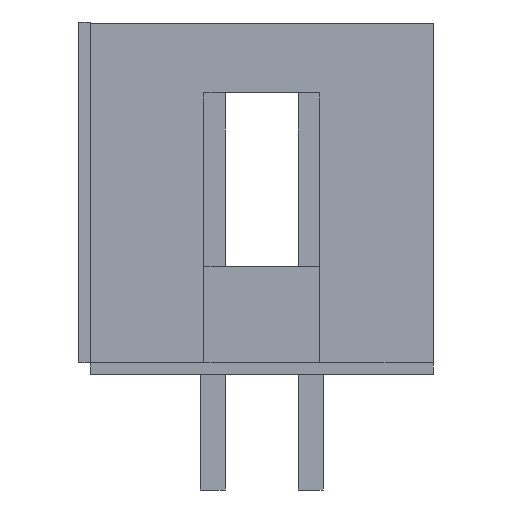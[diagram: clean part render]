
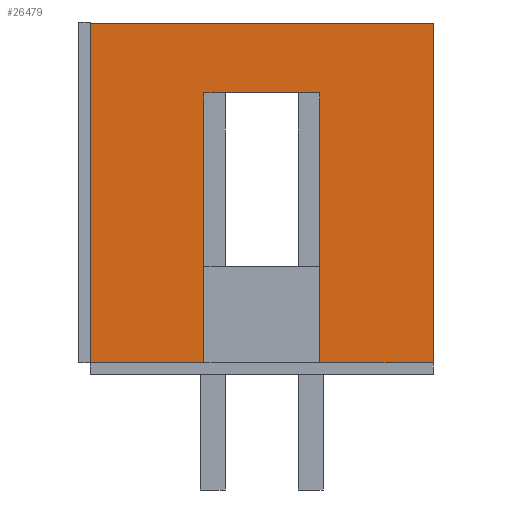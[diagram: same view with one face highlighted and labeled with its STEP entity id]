
A CAD part, left-side view. The second image highlights one B-rep face of the part: STEP entity #26479.
In plain terms, the highlighted planar face has unit normal (-1, 0, 0).
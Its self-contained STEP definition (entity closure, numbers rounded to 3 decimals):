
#828 = EDGE_LOOP ( 'NONE', ( #25582, #25583, #25581, #25585, #25584, #25587, #25586, #25589 ) ) ;
#1816 = LINE ( 'NONE', #2932, #16329 ) ;
#2523 = CARTESIAN_POINT ( 'NONE',  ( 0., 8.9, 0. ) ) ;
#2524 = CARTESIAN_POINT ( 'NONE',  ( 0., 8.9, 8.8 ) ) ;
#2536 = CARTESIAN_POINT ( 'NONE',  ( 0., 0., 0. ) ) ;
#2537 = CARTESIAN_POINT ( 'NONE',  ( 0., 2.95, 0. ) ) ;
#2540 = CARTESIAN_POINT ( 'NONE',  ( 0., 5.95, 0. ) ) ;
#2549 = CARTESIAN_POINT ( 'NONE',  ( 0., 2.95, 7. ) ) ;
#2550 = CARTESIAN_POINT ( 'NONE',  ( 0., 0., 8.8 ) ) ;
#2551 = CARTESIAN_POINT ( 'NONE',  ( 0., 5.95, 7. ) ) ;
#2932 = CARTESIAN_POINT ( 'NONE',  ( 0., 8.9, 8.8 ) ) ;
#2933 = DIRECTION ( 'NONE',  ( 0., 0., -1. ) ) ;
#2971 = LINE ( 'NONE', #3123, #25750 ) ;
#2975 = LINE ( 'NONE', #3131, #7997 ) ;
#2986 = LINE ( 'NONE', #3153, #8001 ) ;
#2987 = LINE ( 'NONE', #3155, #7976 ) ;
#2988 = LINE ( 'NONE', #3157, #7985 ) ;
#2989 = LINE ( 'NONE', #3159, #7995 ) ;
#2990 = LINE ( 'NONE', #3161, #7971 ) ;
#3123 = CARTESIAN_POINT ( 'NONE',  ( 0., 0., 0. ) ) ;
#3124 = DIRECTION ( 'NONE',  ( 0., -1., 0. ) ) ;
#3131 = CARTESIAN_POINT ( 'NONE',  ( 0., 0., 0. ) ) ;
#3132 = DIRECTION ( 'NONE',  ( 0., -1., 0. ) ) ;
#3153 = CARTESIAN_POINT ( 'NONE',  ( 0., 2.95, 8.8 ) ) ;
#3154 = DIRECTION ( 'NONE',  ( 0., 0., -1. ) ) ;
#3155 = CARTESIAN_POINT ( 'NONE',  ( 0., 0., 8.8 ) ) ;
#3156 = DIRECTION ( 'NONE',  ( 0., 0., -1. ) ) ;
#3157 = CARTESIAN_POINT ( 'NONE',  ( 0., 0., 8.8 ) ) ;
#3158 = DIRECTION ( 'NONE',  ( 0., -1., 0. ) ) ;
#3159 = CARTESIAN_POINT ( 'NONE',  ( 0., 5.95, 8.8 ) ) ;
#3160 = DIRECTION ( 'NONE',  ( 0., 0., 1. ) ) ;
#3161 = CARTESIAN_POINT ( 'NONE',  ( 0., 0., 7. ) ) ;
#3162 = DIRECTION ( 'NONE',  ( 0., -1., 0. ) ) ;
#5812 = VERTEX_POINT ( 'NONE', #2523 ) ;
#5813 = VERTEX_POINT ( 'NONE', #2524 ) ;
#5825 = VERTEX_POINT ( 'NONE', #2536 ) ;
#5826 = VERTEX_POINT ( 'NONE', #2537 ) ;
#5829 = VERTEX_POINT ( 'NONE', #2540 ) ;
#5838 = VERTEX_POINT ( 'NONE', #2549 ) ;
#5839 = VERTEX_POINT ( 'NONE', #2550 ) ;
#5840 = VERTEX_POINT ( 'NONE', #2551 ) ;
#7971 = VECTOR ( 'NONE', #3162, 1000. ) ;
#7976 = VECTOR ( 'NONE', #3156, 1000. ) ;
#7985 = VECTOR ( 'NONE', #3158, 1000. ) ;
#7995 = VECTOR ( 'NONE', #3160, 1000. ) ;
#7997 = VECTOR ( 'NONE', #3132, 1000. ) ;
#8001 = VECTOR ( 'NONE', #3154, 1000. ) ;
#13032 = FACE_OUTER_BOUND ( 'NONE', #828, .T. ) ;
#16329 = VECTOR ( 'NONE', #2933, 1000. ) ;
#20421 = AXIS2_PLACEMENT_3D ( 'NONE', #20629, #20630, #20631 ) ;
#20628 = PLANE ( 'NONE',  #20421 ) ;
#20629 = CARTESIAN_POINT ( 'NONE',  ( 0., 0., 8.8 ) ) ;
#20630 = DIRECTION ( 'NONE',  ( 1., 0., 0. ) ) ;
#20631 = DIRECTION ( 'NONE',  ( 0., 0., -1. ) ) ;
#23329 = EDGE_CURVE ( 'NONE', #5813, #5812, #1816, .T. ) ;
#23348 = EDGE_CURVE ( 'NONE', #5826, #5825, #2971, .T. ) ;
#23352 = EDGE_CURVE ( 'NONE', #5812, #5829, #2975, .T. ) ;
#23363 = EDGE_CURVE ( 'NONE', #5838, #5826, #2986, .T. ) ;
#23364 = EDGE_CURVE ( 'NONE', #5839, #5825, #2987, .T. ) ;
#23365 = EDGE_CURVE ( 'NONE', #5813, #5839, #2988, .T. ) ;
#23366 = EDGE_CURVE ( 'NONE', #5829, #5840, #2989, .T. ) ;
#23367 = EDGE_CURVE ( 'NONE', #5840, #5838, #2990, .T. ) ;
#25581 = ORIENTED_EDGE ( 'NONE', *, *, #23364, .F. ) ;
#25582 = ORIENTED_EDGE ( 'NONE', *, *, #23363, .T. ) ;
#25583 = ORIENTED_EDGE ( 'NONE', *, *, #23348, .T. ) ;
#25584 = ORIENTED_EDGE ( 'NONE', *, *, #23329, .T. ) ;
#25585 = ORIENTED_EDGE ( 'NONE', *, *, #23365, .F. ) ;
#25586 = ORIENTED_EDGE ( 'NONE', *, *, #23366, .T. ) ;
#25587 = ORIENTED_EDGE ( 'NONE', *, *, #23352, .T. ) ;
#25589 = ORIENTED_EDGE ( 'NONE', *, *, #23367, .T. ) ;
#25750 = VECTOR ( 'NONE', #3124, 1000. ) ;
#26479 = ADVANCED_FACE ( 'NONE', ( #13032 ), #20628, .F. ) ;
